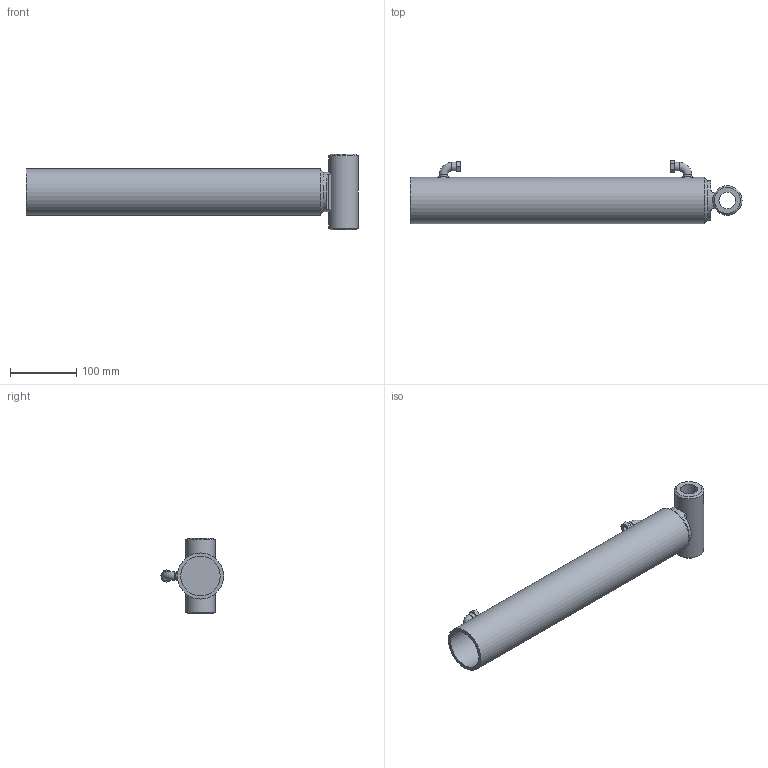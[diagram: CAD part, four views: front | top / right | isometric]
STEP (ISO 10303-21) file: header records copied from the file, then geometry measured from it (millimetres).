
FILE_DESCRIPTION( ( '' ), ' ' );
FILE_NAME( '5daacc3209f642157799d95d.step', '2019-10-19T08:41:22', ( '' ), ( '' ), ' ', ' ', ' ' );
FILE_SCHEMA( ( 'AUTOMOTIVE_DESIGN { 1 0 10303 214 1 1 1 1 }' ) );
Length unit declared in the file: metre
Products named in the file (1): Part 22
Bounding box: 502.98 x 95.59 x 114.3 mm (x, y, z)
Volume: 637105.1 mm3; surface area: 219287.2 mm2
Topology: 1 solids, 1 shells, 48 faces, 118 edges, 77 vertices
Faces by surface type: plane 24, cylinder 15, torus 4, cone 3, bspline 2
Full cylindrical faces by diameter (mm): 7.62 x4, 12.7 x4, 25.4 x1, 44.45 x1, 59.69 x2, 69.85 x1
Entity records: 4098 total; most frequent: CARTESIAN_POINT 2731, DIRECTION 190, ORIENTED_EDGE 166, EDGE_CURVE 83, EDGE_LOOP 82, AXIS2_PLACEMENT_3D 72, FACE_OUTER_BOUND 67, VERTEX_POINT 65
